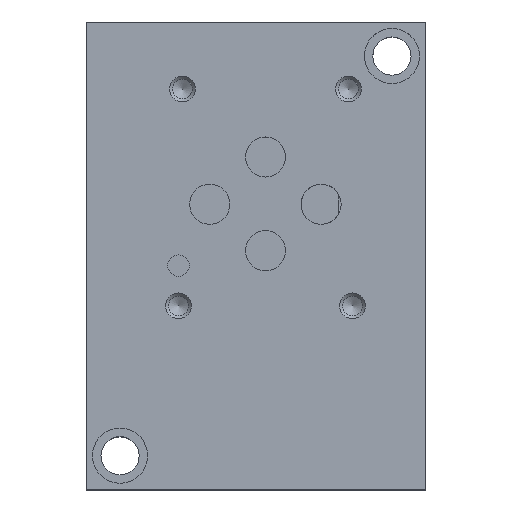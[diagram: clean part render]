
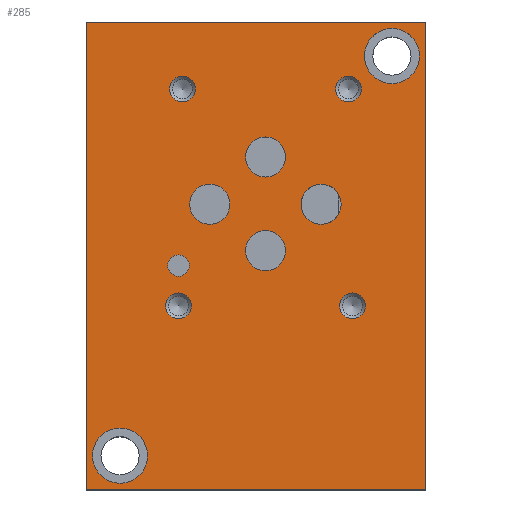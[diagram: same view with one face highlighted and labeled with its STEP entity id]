
A CAD part, top view. The second image highlights one B-rep face of the part: STEP entity #285.
In plain terms, the highlighted planar face has unit normal (0, 0, 1).
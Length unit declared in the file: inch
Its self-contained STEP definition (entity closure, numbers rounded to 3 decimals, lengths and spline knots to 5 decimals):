
#285 = ADVANCED_FACE( '', ( #810, #811, #812, #813, #814, #815, #816, #817, #818, #819, #820, #821 ), #822, .F. );
#810 = FACE_BOUND( '', #1657, .T. );
#811 = FACE_BOUND( '', #1658, .T. );
#812 = FACE_BOUND( '', #1659, .T. );
#813 = FACE_BOUND( '', #1660, .T. );
#814 = FACE_BOUND( '', #1661, .T. );
#815 = FACE_BOUND( '', #1662, .T. );
#816 = FACE_BOUND( '', #1663, .T. );
#817 = FACE_BOUND( '', #1664, .T. );
#818 = FACE_BOUND( '', #1665, .T. );
#819 = FACE_BOUND( '', #1666, .T. );
#820 = FACE_BOUND( '', #1667, .T. );
#821 = FACE_OUTER_BOUND( '', #1668, .T. );
#822 = PLANE( '', #1669 );
#1657 = EDGE_LOOP( '', ( #2520 ) );
#1658 = EDGE_LOOP( '', ( #2521 ) );
#1659 = EDGE_LOOP( '', ( #2522 ) );
#1660 = EDGE_LOOP( '', ( #2523 ) );
#1661 = EDGE_LOOP( '', ( #2524 ) );
#1662 = EDGE_LOOP( '', ( #2525 ) );
#1663 = EDGE_LOOP( '', ( #2526 ) );
#1664 = EDGE_LOOP( '', ( #2527 ) );
#1665 = EDGE_LOOP( '', ( #2528 ) );
#1666 = EDGE_LOOP( '', ( #2529 ) );
#1667 = EDGE_LOOP( '', ( #2530 ) );
#1668 = EDGE_LOOP( '', ( #2531, #2532, #2533, #2534 ) );
#1669 = AXIS2_PLACEMENT_3D( '', #2535, #2536, #2537 );
#2520 = ORIENTED_EDGE( '', *, *, #4665, .T. );
#2521 = ORIENTED_EDGE( '', *, *, #4666, .T. );
#2522 = ORIENTED_EDGE( '', *, *, #4667, .F. );
#2523 = ORIENTED_EDGE( '', *, *, #4668, .F. );
#2524 = ORIENTED_EDGE( '', *, *, #4669, .F. );
#2525 = ORIENTED_EDGE( '', *, *, #4670, .F. );
#2526 = ORIENTED_EDGE( '', *, *, #4671, .F. );
#2527 = ORIENTED_EDGE( '', *, *, #4672, .F. );
#2528 = ORIENTED_EDGE( '', *, *, #4673, .F. );
#2529 = ORIENTED_EDGE( '', *, *, #4674, .F. );
#2530 = ORIENTED_EDGE( '', *, *, #4675, .F. );
#2531 = ORIENTED_EDGE( '', *, *, #4676, .T. );
#2532 = ORIENTED_EDGE( '', *, *, #4677, .F. );
#2533 = ORIENTED_EDGE( '', *, *, #4678, .F. );
#2534 = ORIENTED_EDGE( '', *, *, #4679, .T. );
#2535 = CARTESIAN_POINT( '', ( 2.5, 3.44, 1.5 ) );
#2536 = DIRECTION( '', ( 0., 0., -1. ) );
#2537 = DIRECTION( '', ( -1., 0., 0. ) );
#4665 = EDGE_CURVE( '', #5514, #5514, #5515, .T. );
#4666 = EDGE_CURVE( '', #5516, #5516, #5517, .T. );
#4667 = EDGE_CURVE( '', #5518, #5518, #5519, .T. );
#4668 = EDGE_CURVE( '', #5520, #5520, #5521, .T. );
#4669 = EDGE_CURVE( '', #5522, #5522, #5523, .T. );
#4670 = EDGE_CURVE( '', #5524, #5524, #5525, .T. );
#4671 = EDGE_CURVE( '', #5526, #5526, #5527, .T. );
#4672 = EDGE_CURVE( '', #5528, #5528, #5529, .T. );
#4673 = EDGE_CURVE( '', #5530, #5530, #5531, .T. );
#4674 = EDGE_CURVE( '', #5532, #5532, #5533, .T. );
#4675 = EDGE_CURVE( '', #5534, #5534, #5535, .T. );
#4676 = EDGE_CURVE( '', #5536, #5537, #5538, .T. );
#4677 = EDGE_CURVE( '', #5539, #5537, #5540, .T. );
#4678 = EDGE_CURVE( '', #5541, #5539, #5542, .T. );
#4679 = EDGE_CURVE( '', #5541, #5536, #5543, .T. );
#5514 = VERTEX_POINT( '', #6759 );
#5515 = CIRCLE( '', #6760, 0.203 );
#5516 = VERTEX_POINT( '', #6761 );
#5517 = CIRCLE( '', #6762, 0.203 );
#5518 = VERTEX_POINT( '', #6763 );
#5519 = CIRCLE( '', #6764, 0.095 );
#5520 = VERTEX_POINT( '', #6765 );
#5521 = CIRCLE( '', #6766, 0.095 );
#5522 = VERTEX_POINT( '', #6767 );
#5523 = CIRCLE( '', #6768, 0.095 );
#5524 = VERTEX_POINT( '', #6769 );
#5525 = CIRCLE( '', #6770, 0.095 );
#5526 = VERTEX_POINT( '', #6771 );
#5527 = CIRCLE( '', #6772, 0.079 );
#5528 = VERTEX_POINT( '', #6773 );
#5529 = CIRCLE( '', #6774, 0.1475 );
#5530 = VERTEX_POINT( '', #6775 );
#5531 = CIRCLE( '', #6776, 0.1475 );
#5532 = VERTEX_POINT( '', #6777 );
#5533 = CIRCLE( '', #6778, 0.1475 );
#5534 = VERTEX_POINT( '', #6779 );
#5535 = CIRCLE( '', #6780, 0.1475 );
#5536 = VERTEX_POINT( '', #6781 );
#5537 = VERTEX_POINT( '', #6782 );
#5538 = LINE( '', #6783, #6784 );
#5539 = VERTEX_POINT( '', #6785 );
#5540 = LINE( '', #6786, #6787 );
#5541 = VERTEX_POINT( '', #6788 );
#5542 = LINE( '', #6789, #6790 );
#5543 = LINE( '', #6791, #6792 );
#6759 = CARTESIAN_POINT( '', ( 2.047, 3.19, 1.5 ) );
#6760 = AXIS2_PLACEMENT_3D( '', #8392, #8393, #8394 );
#6761 = CARTESIAN_POINT( '', ( 0.047, 0.25, 1.5 ) );
#6762 = AXIS2_PLACEMENT_3D( '', #8395, #8396, #8397 );
#6763 = CARTESIAN_POINT( '', ( 0.804, 2.947, 1.5 ) );
#6764 = AXIS2_PLACEMENT_3D( '', #8398, #8399, #8400 );
#6765 = CARTESIAN_POINT( '', ( 0.775, 1.352, 1.5 ) );
#6766 = AXIS2_PLACEMENT_3D( '', #8401, #8402, #8403 );
#6767 = CARTESIAN_POINT( '', ( 2.055, 1.352, 1.5 ) );
#6768 = AXIS2_PLACEMENT_3D( '', #8404, #8405, #8406 );
#6769 = CARTESIAN_POINT( '', ( 2.025, 2.947, 1.5 ) );
#6770 = AXIS2_PLACEMENT_3D( '', #8407, #8408, #8409 );
#6771 = CARTESIAN_POINT( '', ( 0.759, 1.648, 1.5 ) );
#6772 = AXIS2_PLACEMENT_3D( '', #8410, #8411, #8412 );
#6773 = CARTESIAN_POINT( '', ( 1.4675, 1.758, 1.5 ) );
#6774 = AXIS2_PLACEMENT_3D( '', #8413, #8414, #8415 );
#6775 = CARTESIAN_POINT( '', ( 1.4675, 2.447, 1.5 ) );
#6776 = AXIS2_PLACEMENT_3D( '', #8416, #8417, #8418 );
#6777 = CARTESIAN_POINT( '', ( 1.8765, 2.1, 1.5 ) );
#6778 = AXIS2_PLACEMENT_3D( '', #8419, #8420, #8421 );
#6779 = CARTESIAN_POINT( '', ( 1.0575, 2.1, 1.5 ) );
#6780 = AXIS2_PLACEMENT_3D( '', #8422, #8423, #8424 );
#6781 = CARTESIAN_POINT( '', ( 0., 3.44, 1.5 ) );
#6782 = CARTESIAN_POINT( '', ( 0., 0., 1.5 ) );
#6783 = CARTESIAN_POINT( '', ( 0., 3.44, 1.5 ) );
#6784 = VECTOR( '', #8425, 39.37008 );
#6785 = CARTESIAN_POINT( '', ( 2.5, 0., 1.5 ) );
#6786 = CARTESIAN_POINT( '', ( 2.5, 0., 1.5 ) );
#6787 = VECTOR( '', #8426, 39.37008 );
#6788 = CARTESIAN_POINT( '', ( 2.5, 3.44, 1.5 ) );
#6789 = CARTESIAN_POINT( '', ( 2.5, 3.44, 1.5 ) );
#6790 = VECTOR( '', #8427, 39.37008 );
#6791 = CARTESIAN_POINT( '', ( 2.5, 3.44, 1.5 ) );
#6792 = VECTOR( '', #8428, 39.37008 );
#8392 = CARTESIAN_POINT( '', ( 2.25, 3.19, 1.5 ) );
#8393 = DIRECTION( '', ( 0., 0., -1. ) );
#8394 = DIRECTION( '', ( -1., 0., 0. ) );
#8395 = CARTESIAN_POINT( '', ( 0.25, 0.25, 1.5 ) );
#8396 = DIRECTION( '', ( 0., 0., -1. ) );
#8397 = DIRECTION( '', ( -1., 0., 0. ) );
#8398 = CARTESIAN_POINT( '', ( 0.709, 2.947, 1.5 ) );
#8399 = DIRECTION( '', ( 0., 0., 1. ) );
#8400 = DIRECTION( '', ( 1., 0., 0. ) );
#8401 = CARTESIAN_POINT( '', ( 0.68, 1.352, 1.5 ) );
#8402 = DIRECTION( '', ( 0., 0., 1. ) );
#8403 = DIRECTION( '', ( 1., 0., 0. ) );
#8404 = CARTESIAN_POINT( '', ( 1.96, 1.352, 1.5 ) );
#8405 = DIRECTION( '', ( 0., 0., 1. ) );
#8406 = DIRECTION( '', ( 1., 0., 0. ) );
#8407 = CARTESIAN_POINT( '', ( 1.93, 2.947, 1.5 ) );
#8408 = DIRECTION( '', ( 0., 0., 1. ) );
#8409 = DIRECTION( '', ( 1., 0., 0. ) );
#8410 = CARTESIAN_POINT( '', ( 0.68, 1.648, 1.5 ) );
#8411 = DIRECTION( '', ( 0., 0., 1. ) );
#8412 = DIRECTION( '', ( 1., 0., 0. ) );
#8413 = CARTESIAN_POINT( '', ( 1.32, 1.758, 1.5 ) );
#8414 = DIRECTION( '', ( 0., 0., 1. ) );
#8415 = DIRECTION( '', ( 1., 0., 0. ) );
#8416 = CARTESIAN_POINT( '', ( 1.32, 2.447, 1.5 ) );
#8417 = DIRECTION( '', ( 0., 0., 1. ) );
#8418 = DIRECTION( '', ( 1., 0., 0. ) );
#8419 = CARTESIAN_POINT( '', ( 1.729, 2.1, 1.5 ) );
#8420 = DIRECTION( '', ( 0., 0., 1. ) );
#8421 = DIRECTION( '', ( 1., 0., 0. ) );
#8422 = CARTESIAN_POINT( '', ( 0.91, 2.1, 1.5 ) );
#8423 = DIRECTION( '', ( 0., 0., 1. ) );
#8424 = DIRECTION( '', ( 1., 0., 0. ) );
#8425 = DIRECTION( '', ( 0., -1., 0. ) );
#8426 = DIRECTION( '', ( -1., 0., 0. ) );
#8427 = DIRECTION( '', ( 0., -1., 0. ) );
#8428 = DIRECTION( '', ( -1., 0., 0. ) );
